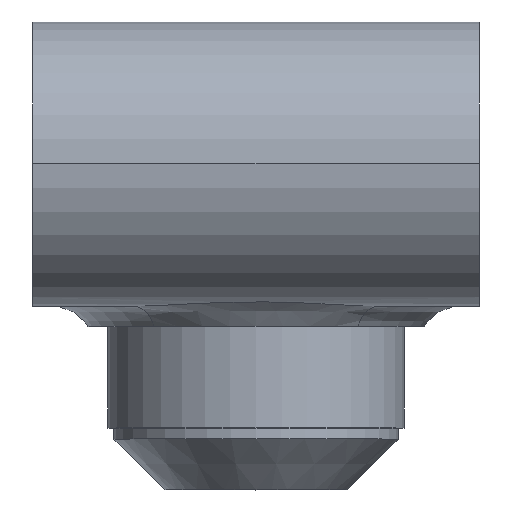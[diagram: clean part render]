
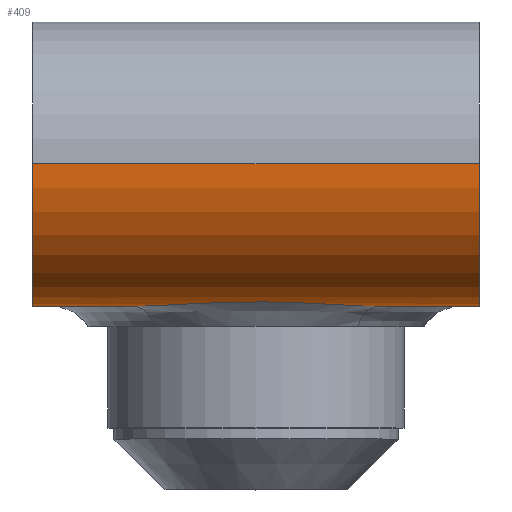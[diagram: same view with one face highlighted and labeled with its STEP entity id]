
A CAD part, top view. The second image highlights one B-rep face of the part: STEP entity #409.
In plain terms, the highlighted cylindrical face has radius 7 mm (diameter 14 mm), a partial arc.
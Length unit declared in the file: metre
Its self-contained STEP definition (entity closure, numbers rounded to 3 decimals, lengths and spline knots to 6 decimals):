
#24=CYLINDRICAL_SURFACE('',#478,0.007);
#34=B_SPLINE_CURVE_WITH_KNOTS('',3,(#756,#757,#758,#759,#760,#761,#762),
 .UNSPECIFIED.,.F.,.F.,(4,1,1,1,4),(0.,0.003172,0.006344,
0.009516,0.012688),.UNSPECIFIED.);
#45=CIRCLE('',#448,0.007);
#52=CIRCLE('',#456,0.007);
#137=ORIENTED_EDGE('',*,*,#181,.F.);
#138=ORIENTED_EDGE('',*,*,#228,.T.);
#139=ORIENTED_EDGE('',*,*,#179,.F.);
#140=ORIENTED_EDGE('',*,*,#206,.F.);
#141=ORIENTED_EDGE('',*,*,#229,.F.);
#142=ORIENTED_EDGE('',*,*,#198,.F.);
#179=EDGE_CURVE('',#234,#235,#274,.F.);
#181=EDGE_CURVE('',#236,#237,#275,.F.);
#198=EDGE_CURVE('',#237,#253,#45,.F.);
#206=EDGE_CURVE('',#259,#234,#52,.F.);
#228=EDGE_CURVE('',#236,#235,#34,.T.);
#229=EDGE_CURVE('',#253,#259,#287,.T.);
#234=VERTEX_POINT('',#629);
#235=VERTEX_POINT('',#630);
#236=VERTEX_POINT('',#632);
#237=VERTEX_POINT('',#634);
#253=VERTEX_POINT('',#679);
#259=VERTEX_POINT('',#693);
#274=LINE('',#628,#288);
#275=LINE('',#633,#289);
#287=LINE('',#763,#301);
#288=VECTOR('',#496,1.);
#289=VECTOR('',#499,1.);
#301=VECTOR('',#599,1.);
#330=EDGE_LOOP('',(#137,#138,#139,#140,#141,#142));
#371=FACE_BOUND('',#330,.T.);
#409=ADVANCED_FACE('',(#371),#24,.T.);
#448=AXIS2_PLACEMENT_3D('',#678,#531,#532);
#456=AXIS2_PLACEMENT_3D('',#694,#548,#549);
#478=AXIS2_PLACEMENT_3D('',#755,#597,#598);
#496=DIRECTION('',(1.,0.,0.));
#499=DIRECTION('',(1.,0.,0.));
#531=DIRECTION('',(1.,0.,0.));
#532=DIRECTION('',(0.,0.,1.));
#548=DIRECTION('',(-1.,0.,0.));
#549=DIRECTION('',(0.,0.,-1.));
#597=DIRECTION('',(1.,0.,0.));
#598=DIRECTION('',(0.,0.,1.));
#599=DIRECTION('',(1.,0.,0.));
#628=CARTESIAN_POINT('',(0.,0.001,0.008));
#629=CARTESIAN_POINT('',(0.011,0.001,0.008));
#630=CARTESIAN_POINT('',(0.006053,0.001,0.008));
#632=CARTESIAN_POINT('',(-0.006053,0.001,0.008));
#633=CARTESIAN_POINT('',(0.,0.001,0.008));
#634=CARTESIAN_POINT('',(-0.011,0.001,0.008));
#678=CARTESIAN_POINT('',(-0.011,0.008,0.008));
#679=CARTESIAN_POINT('',(-0.011,0.008,0.015));
#693=CARTESIAN_POINT('',(0.011,0.008,0.015));
#694=CARTESIAN_POINT('',(0.011,0.008,0.008));
#755=CARTESIAN_POINT('',(-0.011,0.008,0.008));
#756=CARTESIAN_POINT('',(-0.006053,0.001,0.008));
#757=CARTESIAN_POINT('',(-0.005135,0.001,0.00854));
#758=CARTESIAN_POINT('',(-0.003184,0.001123,0.009391));
#759=CARTESIAN_POINT('',(0.000002,0.001245,0.009823));
#760=CARTESIAN_POINT('',(0.003179,0.001123,0.009392));
#761=CARTESIAN_POINT('',(0.005135,0.001,0.00854));
#762=CARTESIAN_POINT('',(0.006053,0.001,0.008));
#763=CARTESIAN_POINT('',(-0.011,0.008,0.015));
